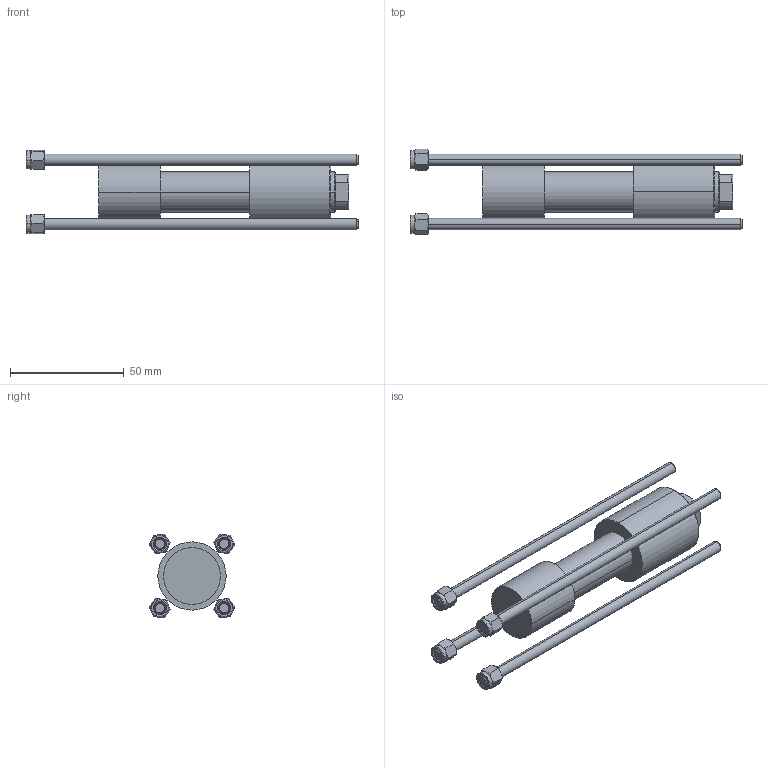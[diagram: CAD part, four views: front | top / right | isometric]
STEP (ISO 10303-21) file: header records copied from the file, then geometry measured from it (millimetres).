
FILE_DESCRIPTION (( 'STEP AP203' ), '1' );
FILE_NAME ('c232.STEP', '2022-04-15T06:46:11', ( '' ), ( '' ), 'SwSTEP 2.0', 'SolidWorks 2019', '' );
FILE_SCHEMA (( 'CONFIG_CONTROL_DESIGN' ));
Length unit declared in the file: millimetre
Products named in the file (6): NUT_M5_B d33d72cbe6799e789b75a0a7392e1fcb; V215CR_B-1 d33d72cbe6799e789b75a0a7392e1fcb; V215_VC_A d33d72cbe6799e789b75a0a7392e1fcb; V215CR_VCP_B d33d72cbe6799e789b75a0a7392e1fcb; c232; V215CR_B_TYCINKA d33d72cbe6799e789b75a0a7392e1fcb
Assembly tree (11 placements, depth 2):
  c232
    V215CR_B-1 d33d72cbe6799e789b75a0a7392e1fcb
    V215CR_VCP_B d33d72cbe6799e789b75a0a7392e1fcb
    NUT_M5_B d33d72cbe6799e789b75a0a7392e1fcb  x4
    V215CR_B_TYCINKA d33d72cbe6799e789b75a0a7392e1fcb  x4
    V215_VC_A d33d72cbe6799e789b75a0a7392e1fcb
Bounding box: 146 x 37.51 x 36.67 mm (x, y, z)
Volume: 61221 mm3; surface area: 25686.7 mm2
Topology: 10 solids, 10 shells, 212 faces, 440 edges, 253 vertices
Faces by surface type: cone 100, plane 60, cylinder 44, torus 8
Entity records: 56871 total; most frequent: CARTESIAN_POINT 34075, ORIENTED_EDGE 5374, DIRECTION 2923, EDGE_CURVE 2687, VERTEX_POINT 1763, LINE 1445, VECTOR 1445, EDGE_LOOP 1160
